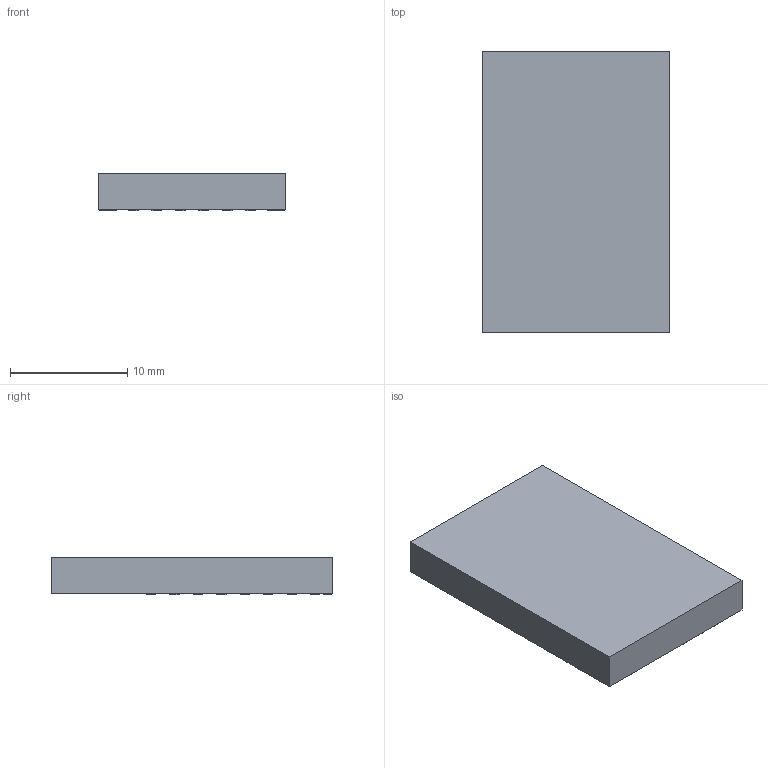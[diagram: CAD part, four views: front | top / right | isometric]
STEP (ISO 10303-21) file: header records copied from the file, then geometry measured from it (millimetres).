
FILE_DESCRIPTION(('FreeCAD Model'),'2;1');
FILE_NAME('14806675.1.5.stp','2021-07-06T10:25:00',( 'Author'),(''),'Open CASCADE STEP processor 6.9','FreeCAD','Unknown' );
FILE_SCHEMA(('AUTOMOTIVE_DESIGN { 1 0 10303 214 1 1 1 1 }'));
Length unit declared in the file: millimetre
Products named in the file (3): ASSEMBLY; Body; Pins
Assembly tree (2 placements, depth 2):
  ASSEMBLY
    Body
    Pins
Bounding box: 16 x 24 x 3.2 mm (x, y, z)
Volume: 1192.6 mm3; surface area: 1069.3 mm2
Topology: 23 solids, 23 shells, 138 faces, 276 edges, 184 vertices
Faces by surface type: plane 138
Entity records: 7301 total; most frequent: CARTESIAN_POINT 1153, DIRECTION 1110, LINE 828, VECTOR 828, ORIENTED_EDGE 552, PCURVE 552, DEFINITIONAL_REPRESENTATION 552, EDGE_CURVE 276
